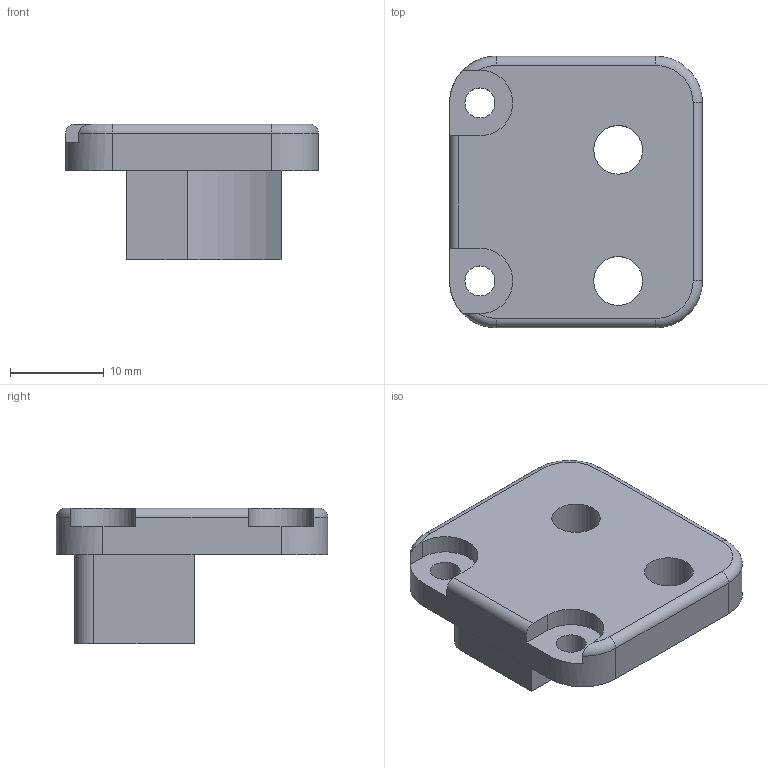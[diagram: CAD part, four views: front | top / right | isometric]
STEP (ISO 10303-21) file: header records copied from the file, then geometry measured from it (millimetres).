
FILE_DESCRIPTION(('FreeCAD Model'),'2;1');
FILE_NAME('Open CASCADE Shape Model','2025-03-24T15:39:36',(''),(''), 'Open CASCADE STEP processor 7.8','FreeCAD','Unknown');
FILE_SCHEMA(('AUTOMOTIVE_DESIGN { 1 0 10303 214 1 1 1 1 }'));
Length unit declared in the file: millimetre
Products named in the file (1): YCarriage_top_left
Bounding box: 27 x 29 x 14.5 mm (x, y, z)
Volume: 5076.7 mm3; surface area: 2849 mm2
Topology: 1 solids, 1 shells, 38 faces, 98 edges, 63 vertices
Faces by surface type: plane 17, cylinder 17, torus 4
Full cylindrical faces by diameter (mm): 3.2 x2, 5.2 x3
Entity records: 1237 total; most frequent: CARTESIAN_POINT 238, DIRECTION 213, ORIENTED_EDGE 196, EDGE_CURVE 98, AXIS2_PLACEMENT_3D 78, VERTEX_POINT 63, LINE 57, VECTOR 57
